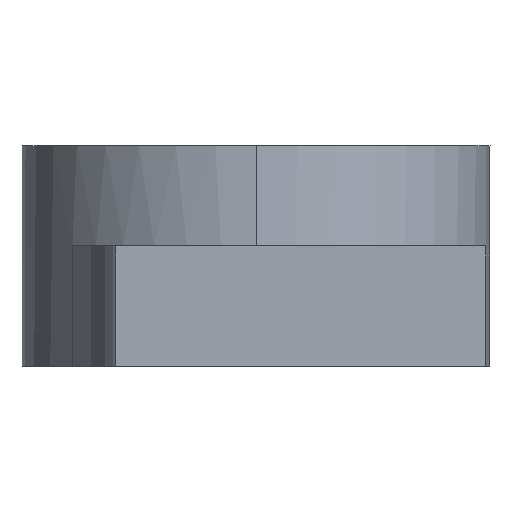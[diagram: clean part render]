
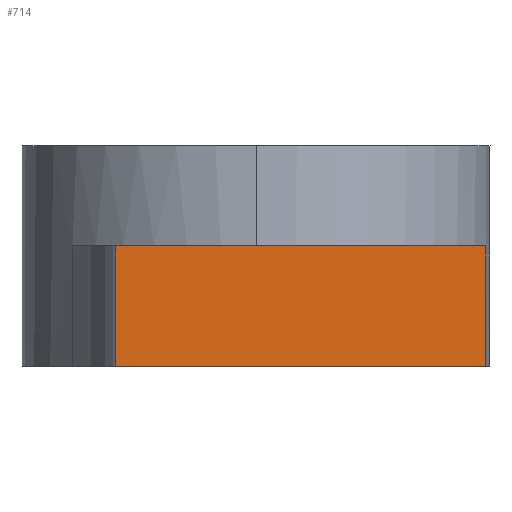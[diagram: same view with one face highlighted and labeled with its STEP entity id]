
A CAD part, left-side view. The second image highlights one B-rep face of the part: STEP entity #714.
In plain terms, the highlighted planar face has unit normal (-1, 0, 0).
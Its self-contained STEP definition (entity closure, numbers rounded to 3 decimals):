
#24 = CARTESIAN_POINT ( 'NONE',  ( -9.3, 7., 6. ) ) ;
#29 = LINE ( 'NONE', #623, #227 ) ;
#31 = LINE ( 'NONE', #597, #177 ) ;
#47 = EDGE_CURVE ( 'NONE', #305, #577, #31, .T. ) ;
#80 = DIRECTION ( 'NONE',  ( 0., 0., 1. ) ) ;
#87 = CARTESIAN_POINT ( 'NONE',  ( -9.3, 7., 6. ) ) ;
#119 = VECTOR ( 'NONE', #80, 1000. ) ;
#159 = DIRECTION ( 'NONE',  ( 0., 0., -1. ) ) ;
#161 = PLANE ( 'NONE',  #552 ) ;
#177 = VECTOR ( 'NONE', #304, 1000. ) ;
#180 = CARTESIAN_POINT ( 'NONE',  ( -9.3, 7., 0. ) ) ;
#219 = EDGE_CURVE ( 'NONE', #305, #592, #29, .T. ) ;
#227 = VECTOR ( 'NONE', #159, 1000. ) ;
#276 = LINE ( 'NONE', #24, #119 ) ;
#304 = DIRECTION ( 'NONE',  ( 0., 1., 0. ) ) ;
#305 = VERTEX_POINT ( 'NONE', #510 ) ;
#334 = VECTOR ( 'NONE', #469, 1000. ) ;
#385 = DIRECTION ( 'NONE',  ( -1., 0., 0. ) ) ;
#408 = CARTESIAN_POINT ( 'NONE',  ( -9.3, 0., 0. ) ) ;
#424 = FACE_OUTER_BOUND ( 'NONE', #628, .T. ) ;
#452 = EDGE_CURVE ( 'NONE', #592, #478, #681, .T. ) ;
#469 = DIRECTION ( 'NONE',  ( 0., 1., 0. ) ) ;
#478 = VERTEX_POINT ( 'NONE', #180 ) ;
#493 = EDGE_CURVE ( 'NONE', #478, #577, #276, .T. ) ;
#510 = CARTESIAN_POINT ( 'NONE',  ( -9.3, -11.449, 6. ) ) ;
#552 = AXIS2_PLACEMENT_3D ( 'NONE', #697, #385, #634 ) ;
#577 = VERTEX_POINT ( 'NONE', #87 ) ;
#592 = VERTEX_POINT ( 'NONE', #731 ) ;
#597 = CARTESIAN_POINT ( 'NONE',  ( -9.3, 0., 6. ) ) ;
#623 = CARTESIAN_POINT ( 'NONE',  ( -9.3, -11.449, 6. ) ) ;
#628 = EDGE_LOOP ( 'NONE', ( #759, #672, #721, #710 ) ) ;
#634 = DIRECTION ( 'NONE',  ( 0., 0., 1. ) ) ;
#672 = ORIENTED_EDGE ( 'NONE', *, *, #452, .F. ) ;
#681 = LINE ( 'NONE', #408, #334 ) ;
#697 = CARTESIAN_POINT ( 'NONE',  ( -9.3, 0., 6. ) ) ;
#710 = ORIENTED_EDGE ( 'NONE', *, *, #47, .T. ) ;
#714 = ADVANCED_FACE ( 'NONE', ( #424 ), #161, .T. ) ;
#721 = ORIENTED_EDGE ( 'NONE', *, *, #219, .F. ) ;
#731 = CARTESIAN_POINT ( 'NONE',  ( -9.3, -11.449, 0. ) ) ;
#759 = ORIENTED_EDGE ( 'NONE', *, *, #493, .F. ) ;
